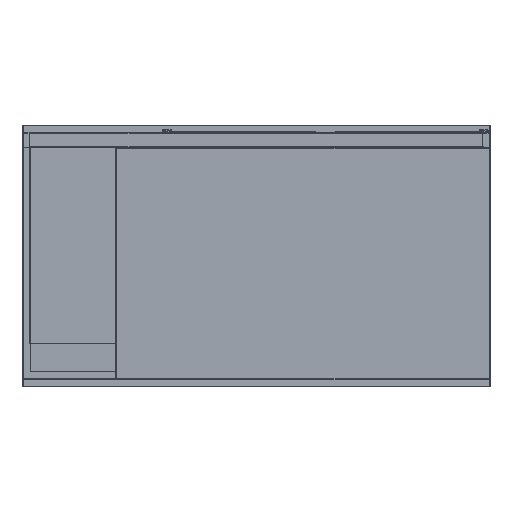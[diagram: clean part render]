
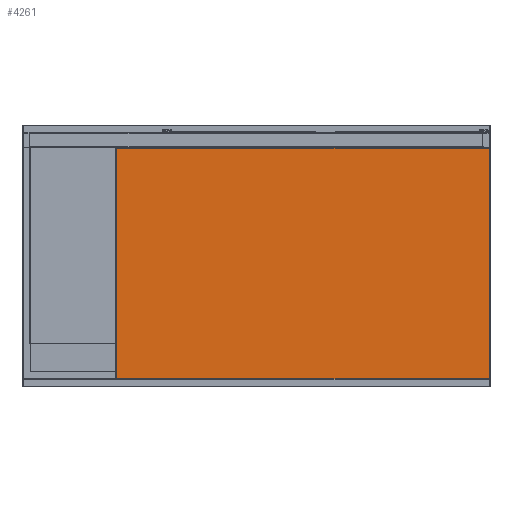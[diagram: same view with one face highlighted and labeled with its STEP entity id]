
A CAD part, front view. The second image highlights one B-rep face of the part: STEP entity #4261.
In plain terms, the highlighted planar face has unit normal (0, -1, 0).
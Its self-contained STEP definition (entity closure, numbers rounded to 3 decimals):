
#466 = VERTEX_POINT ( 'NONE', #7860 ) ;
#1873 = PLANE ( 'NONE',  #17317 ) ;
#4261 = ADVANCED_FACE ( 'Fl�che8', ( #16640 ), #1873, .T. ) ;
#7432 = ORIENTED_EDGE ( 'NONE', *, *, #20013, .T. ) ;
#7860 = CARTESIAN_POINT ( 'NONE',  ( 498., -350., -42. ) ) ;
#9516 = EDGE_CURVE ( 'NONE', #34028, #466, #30899, .T. ) ;
#10375 = LINE ( 'NONE', #36541, #29261 ) ;
#10392 = EDGE_CURVE ( 'NONE', #21922, #34028, #32910, .T. ) ;
#10548 = DIRECTION ( 'NONE',  ( 0., 0., 1. ) ) ;
#14471 = CARTESIAN_POINT ( 'NONE',  ( -498., -350., -658. ) ) ;
#16381 = DIRECTION ( 'NONE',  ( -1., 0., 0. ) ) ;
#16640 = FACE_OUTER_BOUND ( 'NONE', #28123, .T. ) ;
#17173 = EDGE_CURVE ( 'NONE', #466, #18718, #10375, .T. ) ;
#17317 = AXIS2_PLACEMENT_3D ( 'NONE', #34657, #23036, #23914 ) ;
#18010 = CARTESIAN_POINT ( 'NONE',  ( -498., -350., -660. ) ) ;
#18718 = VERTEX_POINT ( 'NONE', #28863 ) ;
#20013 = EDGE_CURVE ( 'NONE', #18718, #21922, #35448, .T. ) ;
#20208 = VECTOR ( 'NONE', #10548, 1000. ) ;
#21470 = CARTESIAN_POINT ( 'NONE',  ( -500., -350., -658. ) ) ;
#21706 = ORIENTED_EDGE ( 'NONE', *, *, #10392, .T. ) ;
#21922 = VERTEX_POINT ( 'NONE', #14471 ) ;
#23036 = DIRECTION ( 'NONE',  ( 0., -1., 0. ) ) ;
#23576 = CARTESIAN_POINT ( 'NONE',  ( 498., -350., -658. ) ) ;
#23914 = DIRECTION ( 'NONE',  ( 0., 0., -1. ) ) ;
#26975 = VECTOR ( 'NONE', #32550, 1000. ) ;
#27283 = DIRECTION ( 'NONE',  ( 1., 0., 0. ) ) ;
#28123 = EDGE_LOOP ( 'NONE', ( #32573, #7432, #21706, #33629 ) ) ;
#28863 = CARTESIAN_POINT ( 'NONE',  ( -498., -350., -42. ) ) ;
#29261 = VECTOR ( 'NONE', #16381, 1000. ) ;
#29519 = VECTOR ( 'NONE', #27283, 1000. ) ;
#30899 = LINE ( 'NONE', #31089, #20208 ) ;
#31089 = CARTESIAN_POINT ( 'NONE',  ( 498., -350., -660. ) ) ;
#32550 = DIRECTION ( 'NONE',  ( 0., 0., -1. ) ) ;
#32573 = ORIENTED_EDGE ( 'NONE', *, *, #17173, .T. ) ;
#32910 = LINE ( 'NONE', #21470, #29519 ) ;
#33629 = ORIENTED_EDGE ( 'NONE', *, *, #9516, .T. ) ;
#34028 = VERTEX_POINT ( 'NONE', #23576 ) ;
#34657 = CARTESIAN_POINT ( 'NONE',  ( -500., -350., -660. ) ) ;
#35448 = LINE ( 'NONE', #18010, #26975 ) ;
#36541 = CARTESIAN_POINT ( 'NONE',  ( -500., -350., -42. ) ) ;
